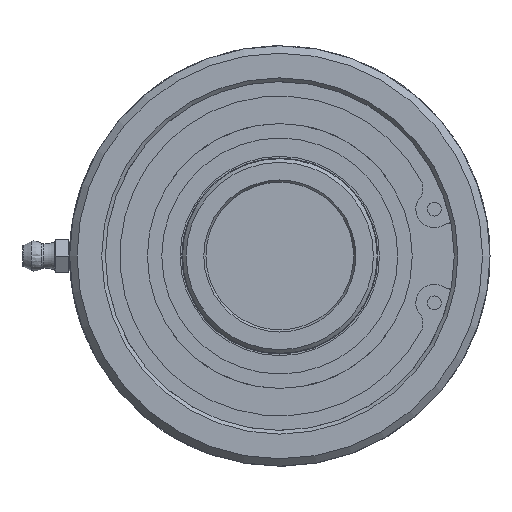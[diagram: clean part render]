
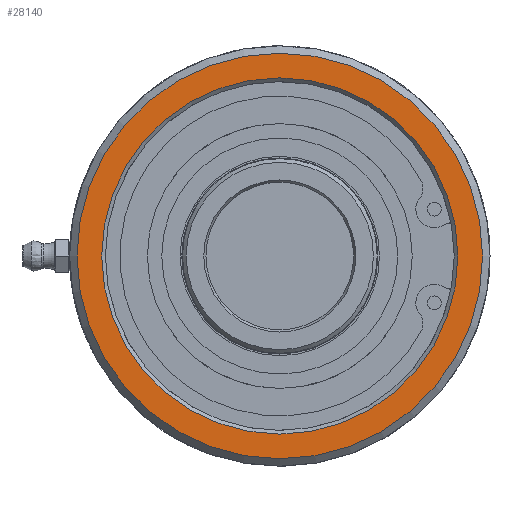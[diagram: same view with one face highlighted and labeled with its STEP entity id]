
A CAD part, left-side view. The second image highlights one B-rep face of the part: STEP entity #28140.
In plain terms, the highlighted planar face has unit normal (-1, 0, 0).
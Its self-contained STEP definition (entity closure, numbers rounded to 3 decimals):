
#230=FACE_BOUND('',#8366,.T.);
#836=PLANE('',#29814);
#6652=FACE_OUTER_BOUND('',#8365,.T.);
#8365=EDGE_LOOP('',(#25744));
#8366=EDGE_LOOP('',(#25745));
#9268=CIRCLE('',#29813,38.34);
#9269=CIRCLE('',#29815,43.65);
#13509=VERTEX_POINT('',#63288);
#13510=VERTEX_POINT('',#63292);
#17616=EDGE_CURVE('',#13509,#13509,#9268,.T.);
#17617=EDGE_CURVE('',#13510,#13510,#9269,.T.);
#25744=ORIENTED_EDGE('',*,*,#17617,.F.);
#25745=ORIENTED_EDGE('',*,*,#17616,.F.);
#28140=ADVANCED_FACE('',(#6652,#230),#836,.F.);
#29813=AXIS2_PLACEMENT_3D('',#63290,#34813,#34814);
#29814=AXIS2_PLACEMENT_3D('',#63291,#34815,#34816);
#29815=AXIS2_PLACEMENT_3D('',#63293,#34817,#34818);
#34813=DIRECTION('center_axis',(-1.,0.,0.));
#34814=DIRECTION('ref_axis',(0.,-1.,0.));
#34815=DIRECTION('center_axis',(1.,0.,0.));
#34816=DIRECTION('ref_axis',(0.,0.,-1.));
#34817=DIRECTION('center_axis',(1.,0.,0.));
#34818=DIRECTION('ref_axis',(0.,1.,0.));
#63288=CARTESIAN_POINT('',(-6.8,38.34,0.));
#63290=CARTESIAN_POINT('Origin',(-6.8,0.,0.));
#63291=CARTESIAN_POINT('Origin',(-6.8,47.988,0.));
#63292=CARTESIAN_POINT('',(-6.8,-43.65,0.));
#63293=CARTESIAN_POINT('Origin',(-6.8,0.,0.));
